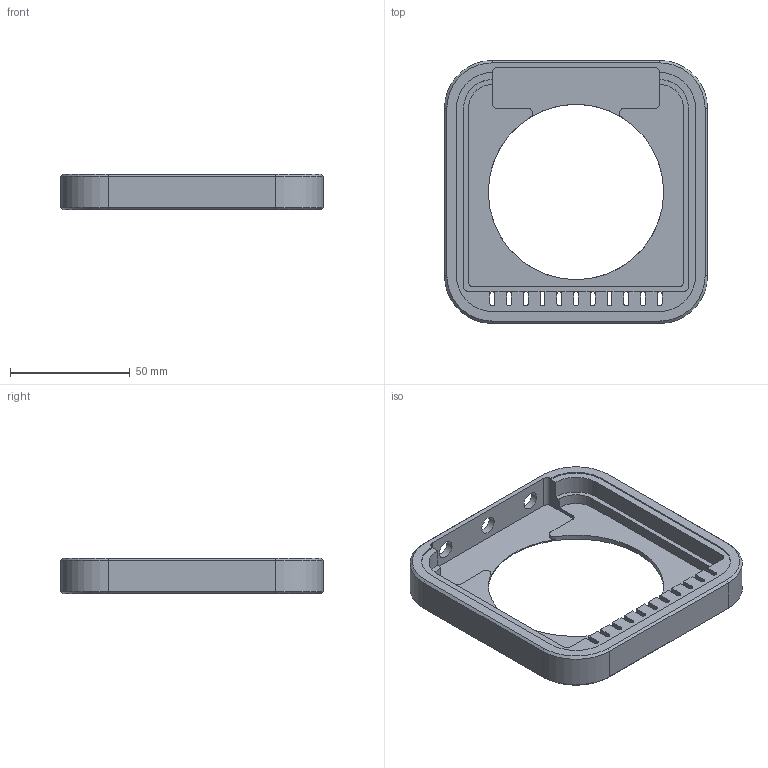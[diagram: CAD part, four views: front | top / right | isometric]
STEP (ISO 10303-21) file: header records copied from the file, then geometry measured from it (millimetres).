
FILE_DESCRIPTION(/* description */ (''),/* implementation_level */ '2;1');
FILE_NAME(/* name */ 'MID.step',/* time_stamp */ '2021-01-06T17:32:16+01:00',/* author */ (''),/* organization */ (''),/* preprocessor_version */ 'ST-DEVELOPER v18.1',/* originating_system */ 'Autodesk Translation Framework v9.7.1.1290',/* authorisation */ '');
FILE_SCHEMA (('AUTOMOTIVE_DESIGN { 1 0 10303 214 3 1 1 }'));
Length unit declared in the file: millimetre
Products named in the file (1): MID
Bounding box: 110 x 110 x 15 mm (x, y, z)
Volume: 52775 mm3; surface area: 27599.2 mm2
Topology: 1 solids, 1 shells, 130 faces, 396 edges, 258 vertices
Faces by surface type: plane 70, cylinder 52, cone 8
Full cylindrical faces by diameter (mm): 7.4 x3, 73.333 x1
Entity records: 4530 total; most frequent: ORIENTED_EDGE 792, CARTESIAN_POINT 785, DIRECTION 772, EDGE_CURVE 396, LINE 282, VECTOR 282, VERTEX_POINT 258, AXIS2_PLACEMENT_3D 245
